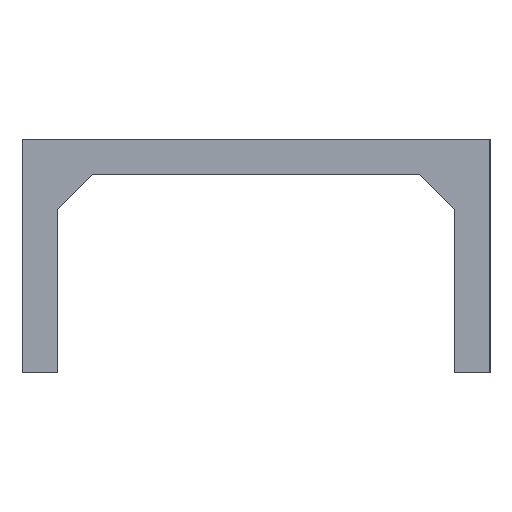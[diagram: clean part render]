
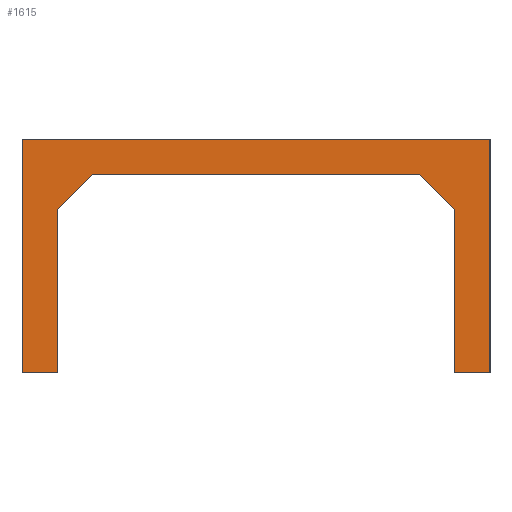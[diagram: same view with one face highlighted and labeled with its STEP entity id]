
A CAD part, left-side view. The second image highlights one B-rep face of the part: STEP entity #1615.
In plain terms, the highlighted planar face has unit normal (-1, 0, 0).
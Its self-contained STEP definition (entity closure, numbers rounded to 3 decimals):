
#193=FACE_OUTER_BOUND('',#289,.T.);
#289=EDGE_LOOP('',(#1452,#1453,#1454,#1455,#1456,#1457,#1458,#1459,#1460,
#1461));
#310=LINE('',#2076,#484);
#333=LINE('',#2128,#507);
#343=LINE('',#2149,#517);
#346=LINE('',#2155,#520);
#432=LINE('',#2660,#606);
#445=LINE('',#2706,#619);
#447=LINE('',#2710,#621);
#455=LINE('',#2726,#629);
#465=LINE('',#2744,#639);
#466=LINE('',#2746,#640);
#484=VECTOR('',#1733,10.);
#507=VECTOR('',#1774,10.);
#517=VECTOR('',#1794,10.);
#520=VECTOR('',#1799,10.);
#606=VECTOR('',#1935,10.);
#619=VECTOR('',#1982,10.);
#621=VECTOR('',#1986,10.);
#629=VECTOR('',#2002,10.);
#639=VECTOR('',#2028,10.);
#640=VECTOR('',#2031,10.);
#658=VERTEX_POINT('',#2073);
#659=VERTEX_POINT('',#2075);
#679=VERTEX_POINT('',#2127);
#685=VERTEX_POINT('',#2147);
#687=VERTEX_POINT('',#2153);
#772=VERTEX_POINT('',#2657);
#773=VERTEX_POINT('',#2659);
#789=VERTEX_POINT('',#2705);
#790=VERTEX_POINT('',#2709);
#794=VERTEX_POINT('',#2725);
#811=EDGE_CURVE('',#658,#659,#310,.T.);
#837=EDGE_CURVE('',#659,#679,#333,.T.);
#848=EDGE_CURVE('',#685,#658,#343,.T.);
#851=EDGE_CURVE('',#685,#687,#346,.T.);
#978=EDGE_CURVE('',#772,#773,#432,.T.);
#1001=EDGE_CURVE('',#679,#789,#445,.T.);
#1003=EDGE_CURVE('',#789,#790,#447,.T.);
#1011=EDGE_CURVE('',#794,#687,#455,.T.);
#1021=EDGE_CURVE('',#794,#773,#465,.T.);
#1022=EDGE_CURVE('',#790,#772,#466,.T.);
#1452=ORIENTED_EDGE('',*,*,#1021,.T.);
#1453=ORIENTED_EDGE('',*,*,#978,.F.);
#1454=ORIENTED_EDGE('',*,*,#1022,.F.);
#1455=ORIENTED_EDGE('',*,*,#1003,.F.);
#1456=ORIENTED_EDGE('',*,*,#1001,.F.);
#1457=ORIENTED_EDGE('',*,*,#837,.F.);
#1458=ORIENTED_EDGE('',*,*,#811,.F.);
#1459=ORIENTED_EDGE('',*,*,#848,.F.);
#1460=ORIENTED_EDGE('',*,*,#851,.T.);
#1461=ORIENTED_EDGE('',*,*,#1011,.F.);
#1534=PLANE('',#1706);
#1615=ADVANCED_FACE('',(#193),#1534,.T.);
#1706=AXIS2_PLACEMENT_3D('',#2745,#2029,#2030);
#1733=DIRECTION('',(0.,1.,0.));
#1774=DIRECTION('',(0.,0.707,-0.707));
#1794=DIRECTION('',(0.,0.707,0.707));
#1799=DIRECTION('',(0.,0.,-1.));
#1935=DIRECTION('',(0.,-1.,0.));
#1982=DIRECTION('',(0.,0.,-1.));
#1986=DIRECTION('',(0.,1.,0.));
#2002=DIRECTION('',(0.,1.,0.));
#2028=DIRECTION('',(0.,0.,1.));
#2029=DIRECTION('center_axis',(-1.,0.,0.));
#2030=DIRECTION('ref_axis',(0.,-1.,0.));
#2031=DIRECTION('',(0.,0.,1.));
#2073=CARTESIAN_POINT('',(-40.,-14.,0.));
#2075=CARTESIAN_POINT('',(-40.,14.,0.));
#2076=CARTESIAN_POINT('',(-40.,17.,0.));
#2127=CARTESIAN_POINT('',(-40.,17.,-3.));
#2128=CARTESIAN_POINT('',(-40.,16.25,-2.25));
#2147=CARTESIAN_POINT('',(-40.,-17.,-3.));
#2149=CARTESIAN_POINT('',(-40.,-6.25,7.75));
#2153=CARTESIAN_POINT('',(-40.,-17.,-17.));
#2155=CARTESIAN_POINT('',(-40.,-17.,0.));
#2657=CARTESIAN_POINT('',(-40.,20.,3.));
#2659=CARTESIAN_POINT('',(-40.,-20.,3.));
#2660=CARTESIAN_POINT('',(-40.,17.,3.));
#2705=CARTESIAN_POINT('',(-40.,17.,-17.));
#2706=CARTESIAN_POINT('',(-40.,17.,0.));
#2709=CARTESIAN_POINT('',(-40.,20.,-17.));
#2710=CARTESIAN_POINT('',(-40.,17.,-17.));
#2725=CARTESIAN_POINT('',(-40.,-20.,-17.));
#2726=CARTESIAN_POINT('',(-40.,-17.,-17.));
#2744=CARTESIAN_POINT('',(-40.,-20.,0.));
#2745=CARTESIAN_POINT('Origin',(-40.,20.,0.));
#2746=CARTESIAN_POINT('',(-40.,20.,0.));
